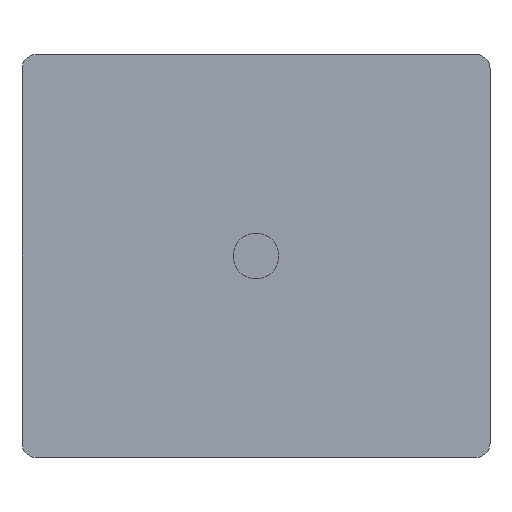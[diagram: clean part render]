
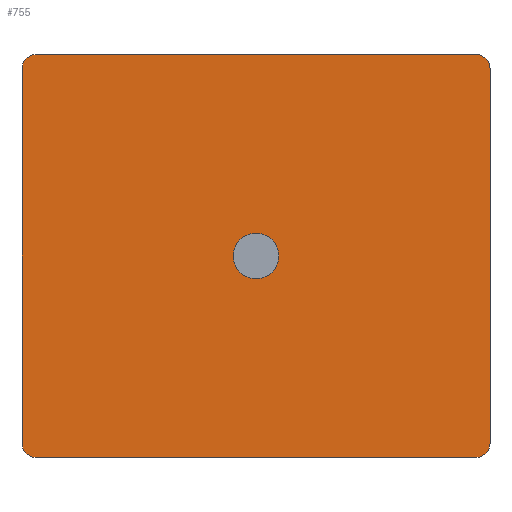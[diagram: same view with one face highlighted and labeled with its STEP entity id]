
A CAD part, front view. The second image highlights one B-rep face of the part: STEP entity #755.
In plain terms, the highlighted planar face has unit normal (0, -1, 0).
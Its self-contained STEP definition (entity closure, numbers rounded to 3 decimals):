
#18=FACE_BOUND('',#120,.T.);
#35=PLANE('',#838);
#73=FACE_OUTER_BOUND('',#119,.T.);
#119=EDGE_LOOP('',(#551,#552,#553,#554,#555,#556,#557,#558));
#120=EDGE_LOOP('',(#559));
#170=LINE('',#1170,#244);
#171=LINE('',#1174,#245);
#172=LINE('',#1178,#246);
#173=LINE('',#1182,#247);
#244=VECTOR('',#953,10.);
#245=VECTOR('',#956,10.);
#246=VECTOR('',#959,10.);
#247=VECTOR('',#962,10.);
#323=CIRCLE('',#836,3.175);
#325=CIRCLE('',#839,2.);
#326=CIRCLE('',#840,2.);
#327=CIRCLE('',#841,2.);
#328=CIRCLE('',#842,2.);
#354=VERTEX_POINT('',#1162);
#356=VERTEX_POINT('',#1168);
#357=VERTEX_POINT('',#1169);
#358=VERTEX_POINT('',#1171);
#359=VERTEX_POINT('',#1173);
#360=VERTEX_POINT('',#1175);
#361=VERTEX_POINT('',#1177);
#362=VERTEX_POINT('',#1179);
#363=VERTEX_POINT('',#1181);
#430=EDGE_CURVE('',#354,#354,#323,.T.);
#433=EDGE_CURVE('',#356,#357,#170,.T.);
#434=EDGE_CURVE('',#357,#358,#325,.T.);
#435=EDGE_CURVE('',#358,#359,#171,.T.);
#436=EDGE_CURVE('',#359,#360,#326,.T.);
#437=EDGE_CURVE('',#360,#361,#172,.T.);
#438=EDGE_CURVE('',#361,#362,#327,.T.);
#439=EDGE_CURVE('',#362,#363,#173,.T.);
#440=EDGE_CURVE('',#363,#356,#328,.T.);
#551=ORIENTED_EDGE('',*,*,#433,.T.);
#552=ORIENTED_EDGE('',*,*,#434,.T.);
#553=ORIENTED_EDGE('',*,*,#435,.T.);
#554=ORIENTED_EDGE('',*,*,#436,.T.);
#555=ORIENTED_EDGE('',*,*,#437,.T.);
#556=ORIENTED_EDGE('',*,*,#438,.T.);
#557=ORIENTED_EDGE('',*,*,#439,.T.);
#558=ORIENTED_EDGE('',*,*,#440,.T.);
#559=ORIENTED_EDGE('',*,*,#430,.T.);
#755=ADVANCED_FACE('',(#73,#18),#35,.T.);
#836=AXIS2_PLACEMENT_3D('',#1163,#946,#947);
#838=AXIS2_PLACEMENT_3D('',#1167,#951,#952);
#839=AXIS2_PLACEMENT_3D('',#1172,#954,#955);
#840=AXIS2_PLACEMENT_3D('',#1176,#957,#958);
#841=AXIS2_PLACEMENT_3D('',#1180,#960,#961);
#842=AXIS2_PLACEMENT_3D('',#1183,#963,#964);
#946=DIRECTION('center_axis',(0.,1.,0.));
#947=DIRECTION('ref_axis',(-1.,0.,0.));
#951=DIRECTION('center_axis',(0.,-1.,0.));
#952=DIRECTION('ref_axis',(0.,0.,-1.));
#953=DIRECTION('',(0.,0.,-1.));
#954=DIRECTION('center_axis',(0.,-1.,0.));
#955=DIRECTION('ref_axis',(-1.,0.,0.));
#956=DIRECTION('',(1.,0.,0.));
#957=DIRECTION('center_axis',(0.,-1.,0.));
#958=DIRECTION('ref_axis',(0.,0.,-1.));
#959=DIRECTION('',(0.,0.,1.));
#960=DIRECTION('center_axis',(0.,-1.,0.));
#961=DIRECTION('ref_axis',(1.,0.,0.));
#962=DIRECTION('',(-1.,0.,0.));
#963=DIRECTION('center_axis',(0.,-1.,0.));
#964=DIRECTION('ref_axis',(0.,0.,1.));
#1162=CARTESIAN_POINT('',(3.175,-5.,0.));
#1163=CARTESIAN_POINT('Origin',(0.,-5.,0.));
#1167=CARTESIAN_POINT('Origin',(0.,-5.,0.));
#1168=CARTESIAN_POINT('',(-32.5,-5.,26.));
#1169=CARTESIAN_POINT('',(-32.5,-5.,-26.));
#1170=CARTESIAN_POINT('',(-32.5,-5.,26.));
#1171=CARTESIAN_POINT('',(-30.5,-5.,-28.));
#1172=CARTESIAN_POINT('Origin',(-30.5,-5.,-26.));
#1173=CARTESIAN_POINT('',(30.5,-5.,-28.));
#1174=CARTESIAN_POINT('',(-30.5,-5.,-28.));
#1175=CARTESIAN_POINT('',(32.5,-5.,-26.));
#1176=CARTESIAN_POINT('Origin',(30.5,-5.,-26.));
#1177=CARTESIAN_POINT('',(32.5,-5.,26.));
#1178=CARTESIAN_POINT('',(32.5,-5.,-26.));
#1179=CARTESIAN_POINT('',(30.5,-5.,28.));
#1180=CARTESIAN_POINT('Origin',(30.5,-5.,26.));
#1181=CARTESIAN_POINT('',(-30.5,-5.,28.));
#1182=CARTESIAN_POINT('',(30.5,-5.,28.));
#1183=CARTESIAN_POINT('Origin',(-30.5,-5.,26.));
